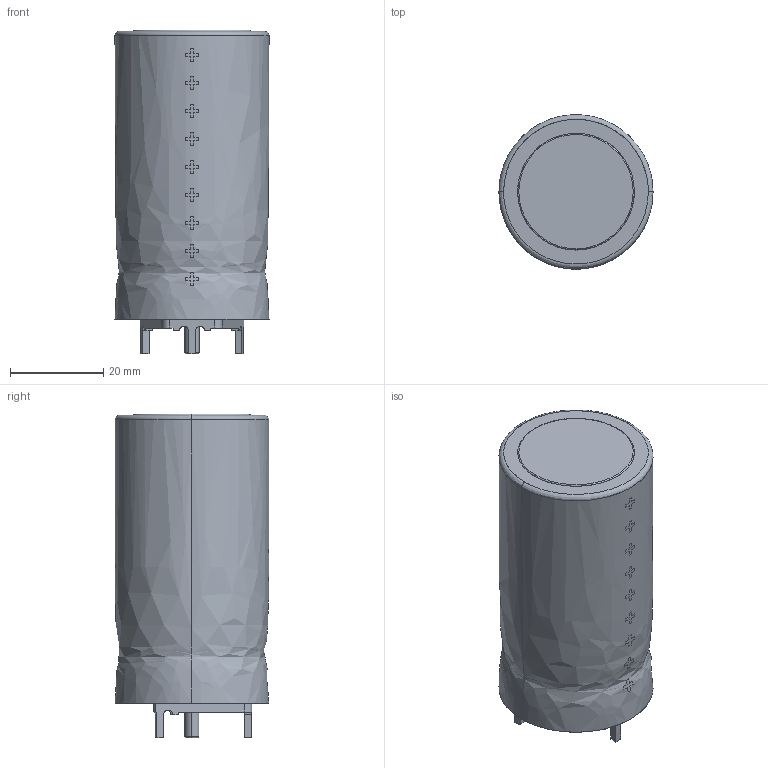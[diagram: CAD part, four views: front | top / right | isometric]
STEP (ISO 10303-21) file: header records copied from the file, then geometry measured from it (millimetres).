
FILE_DESCRIPTION(/* description */ (''),/* implementation_level */ '2;1');
FILE_NAME(/* name */ 'BCAP03~1',/* time_stamp */ '2017-02-15T16:48:43+01:00',/* author */ (''),/* organization */ (''),/* preprocessor_version */ 'ST-DEVELOPER v14',/* originating_system */ '',/* authorisation */ '');
FILE_SCHEMA (('AUTOMOTIVE_DESIGN'));
Length unit declared in the file: millimetre
Products named in the file (1): Document
Bounding box: 33 x 32.97 x 69.4 mm (x, y, z)
Volume: 175.7 mm3; surface area: 8993.6 mm2
Topology: 2 solids, 18 shells, 74 faces, 390 edges, 334 vertices
Faces by surface type: plane 37, bspline 37
Entity records: 5256 total; most frequent: CARTESIAN_POINT 3291, ORIENTED_EDGE 532, EDGE_CURVE 390, VERTEX_POINT 334, B_SPLINE_CURVE_WITH_KNOTS 112, EDGE_LOOP 90, ADVANCED_FACE 74, FACE_OUTER_BOUND 74
